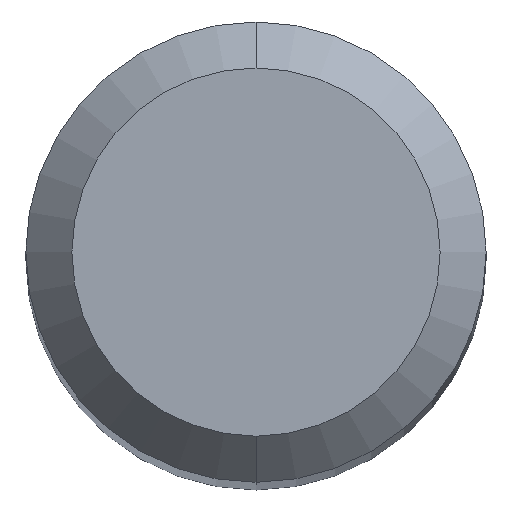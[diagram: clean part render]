
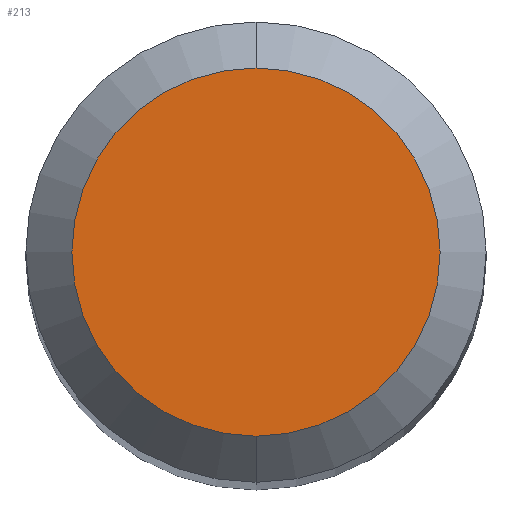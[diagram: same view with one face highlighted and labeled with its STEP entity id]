
A CAD part, top view. The second image highlights one B-rep face of the part: STEP entity #213.
In plain terms, the highlighted planar face has unit normal (0, 0, 1).
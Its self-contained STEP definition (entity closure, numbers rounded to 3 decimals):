
#213=ADVANCED_FACE('',(#524),#525,.T.);
#219=EDGE_CURVE('',#277,#411,#532,.T.);
#269=EDGE_CURVE('',#411,#277,#587,.T.);
#277=VERTEX_POINT('',#595);
#411=VERTEX_POINT('',#742);
#524=FACE_OUTER_BOUND('',#862,.T.);
#525=PLANE('',#863);
#532=CIRCLE('',#871,1.2);
#587=CIRCLE('',#949,1.2);
#595=CARTESIAN_POINT('',(0.0,1.2,0.0));
#742=CARTESIAN_POINT('',(0.,-1.2,0.0));
#862=EDGE_LOOP('',(#1497,#1498));
#863=AXIS2_PLACEMENT_3D('',#1499,#1500,#1501);
#871=AXIS2_PLACEMENT_3D('',#1510,#1511,#1512);
#949=AXIS2_PLACEMENT_3D('',#1573,#1574,#1575);
#1497=ORIENTED_EDGE('',*,*,#219,.F.);
#1498=ORIENTED_EDGE('',*,*,#269,.F.);
#1499=CARTESIAN_POINT('',(0.0,0.6,0.0));
#1500=DIRECTION('',(-0.0,0.0,1.0));
#1501=DIRECTION('',(0.0,-1.0,0.0));
#1510=CARTESIAN_POINT('',(0.0,0.0,0.0));
#1511=DIRECTION('',(0.0,0.0,-1.0));
#1512=DIRECTION('',(0.0,1.0,0.0));
#1573=CARTESIAN_POINT('',(0.0,0.0,0.0));
#1574=DIRECTION('',(0.0,0.0,-1.0));
#1575=DIRECTION('',(0.0,1.0,0.0));
